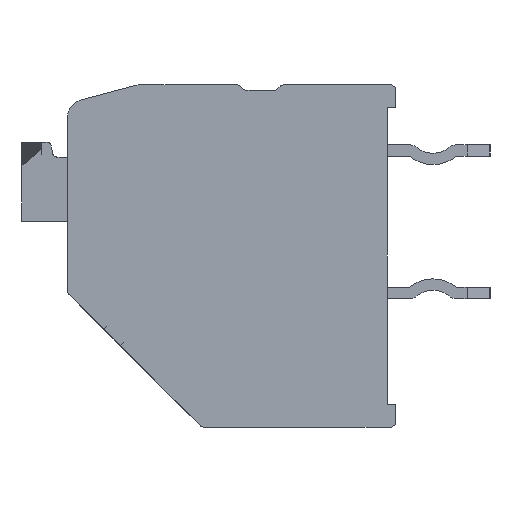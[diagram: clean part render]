
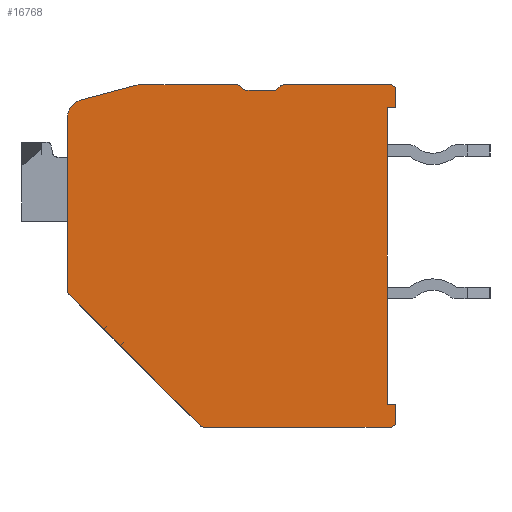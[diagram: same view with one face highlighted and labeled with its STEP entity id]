
A CAD part, left-side view. The second image highlights one B-rep face of the part: STEP entity #16768.
In plain terms, the highlighted planar face has unit normal (-1, 0, 0).
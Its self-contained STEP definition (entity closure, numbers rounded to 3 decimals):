
#5449=CARTESIAN_POINT('',(-45.5,5.15,4.883));
#5450=DIRECTION('',(1.,0.,0.));
#5451=DIRECTION('',(0.,1.,0.));
#5452=AXIS2_PLACEMENT_3D('',#5449,#5450,#5451);
#5454=DIRECTION('',(0.,-0.966,0.259));
#5455=VECTOR('',#5454,1.997);
#5456=CARTESIAN_POINT('',(-45.5,5.305,5.463));
#5457=LINE('',#5456,#5455);
#5458=CARTESIAN_POINT('',(-45.5,3.221,5.4));
#5459=DIRECTION('',(1.,0.,0.));
#5460=DIRECTION('',(0.,0.259,0.966));
#5461=AXIS2_PLACEMENT_3D('',#5458,#5459,#5460);
#5463=DIRECTION('',(0.,-1.,0.));
#5464=VECTOR('',#5463,3.388);
#5465=CARTESIAN_POINT('',(-45.5,3.221,6.));
#5466=LINE('',#5465,#5464);
#5467=CARTESIAN_POINT('',(-45.5,-0.167,5.8));
#5468=DIRECTION('',(1.,0.,0.));
#5469=DIRECTION('',(0.,0.,1.));
#5470=AXIS2_PLACEMENT_3D('',#5467,#5468,#5469);
#5472=DIRECTION('',(0.,-0.707,-0.707));
#5473=VECTOR('',#5472,0.117);
#5474=CARTESIAN_POINT('',(-45.5,-0.309,5.941));
#5475=LINE('',#5474,#5473);
#5476=CARTESIAN_POINT('',(-45.5,-0.533,6.));
#5477=DIRECTION('',(-1.,0.,0.));
#5478=DIRECTION('',(0.,0.707,-0.707));
#5479=AXIS2_PLACEMENT_3D('',#5476,#5477,#5478);
#5481=DIRECTION('',(0.,-1.,0.));
#5482=VECTOR('',#5481,0.934);
#5483=CARTESIAN_POINT('',(-45.5,-0.533,5.8));
#5484=LINE('',#5483,#5482);
#5485=CARTESIAN_POINT('',(-45.5,-1.467,6.));
#5486=DIRECTION('',(-1.,0.,0.));
#5487=DIRECTION('',(0.,0.,-1.));
#5488=AXIS2_PLACEMENT_3D('',#5485,#5486,#5487);
#5490=DIRECTION('',(0.,-0.707,0.707));
#5491=VECTOR('',#5490,0.117);
#5492=CARTESIAN_POINT('',(-45.5,-1.609,5.859));
#5493=LINE('',#5492,#5491);
#5494=CARTESIAN_POINT('',(-45.5,-1.833,5.8));
#5495=DIRECTION('',(1.,0.,0.));
#5496=DIRECTION('',(0.,0.707,0.707));
#5497=AXIS2_PLACEMENT_3D('',#5494,#5495,#5496);
#5499=DIRECTION('',(0.,-1.,0.));
#5500=VECTOR('',#5499,3.717);
#5501=CARTESIAN_POINT('',(-45.5,-1.833,6.));
#5502=LINE('',#5501,#5500);
#5503=CARTESIAN_POINT('',(-45.5,-5.55,5.8));
#5504=DIRECTION('',(1.,0.,0.));
#5505=DIRECTION('',(0.,0.,1.));
#5506=AXIS2_PLACEMENT_3D('',#5503,#5504,#5505);
#5508=DIRECTION('',(0.,0.,-1.));
#5509=VECTOR('',#5508,0.6);
#5510=CARTESIAN_POINT('',(-45.5,-5.75,5.8));
#5511=LINE('',#5510,#5509);
#5512=DIRECTION('',(0.,1.,0.));
#5513=VECTOR('',#5512,0.3);
#5514=CARTESIAN_POINT('',(-45.5,-5.75,5.2));
#5515=LINE('',#5514,#5513);
#5516=DIRECTION('',(0.,0.,-1.));
#5517=VECTOR('',#5516,10.4);
#5518=CARTESIAN_POINT('',(-45.5,-5.45,5.2));
#5519=LINE('',#5518,#5517);
#5520=DIRECTION('',(0.,-1.,0.));
#5521=VECTOR('',#5520,0.3);
#5522=CARTESIAN_POINT('',(-45.5,-5.45,-5.2));
#5523=LINE('',#5522,#5521);
#5524=DIRECTION('',(0.,0.,-1.));
#5525=VECTOR('',#5524,0.6);
#5526=CARTESIAN_POINT('',(-45.5,-5.75,-5.2));
#5527=LINE('',#5526,#5525);
#5528=CARTESIAN_POINT('',(-45.5,-5.55,-5.8));
#5529=DIRECTION('',(1.,0.,0.));
#5530=DIRECTION('',(0.,-1.,0.));
#5531=AXIS2_PLACEMENT_3D('',#5528,#5529,#5530);
#5533=DIRECTION('',(0.,1.,0.));
#5534=VECTOR('',#5533,6.515);
#5535=CARTESIAN_POINT('',(-45.5,-5.55,-6.));
#5536=LINE('',#5535,#5534);
#5537=CARTESIAN_POINT('',(-45.5,0.965,-5.8));
#5538=DIRECTION('',(1.,0.,0.));
#5539=DIRECTION('',(0.,0.,-1.));
#5540=AXIS2_PLACEMENT_3D('',#5537,#5538,#5539);
#5542=DIRECTION('',(0.,0.707,0.707));
#5543=VECTOR('',#5542,6.484);
#5544=CARTESIAN_POINT('',(-45.5,1.107,-5.941));
#5545=LINE('',#5544,#5543);
#5546=CARTESIAN_POINT('',(-45.5,5.55,-1.215));
#5547=DIRECTION('',(1.,0.,0.));
#5548=DIRECTION('',(0.,0.707,-0.707));
#5549=AXIS2_PLACEMENT_3D('',#5546,#5547,#5548);
#5551=DIRECTION('',(0.,0.,1.));
#5552=VECTOR('',#5551,6.098);
#5553=CARTESIAN_POINT('',(-45.5,5.75,-1.215));
#5554=LINE('',#5553,#5552);
#7507=CARTESIAN_POINT('',(-45.5,5.75,4.883));
#7508=CARTESIAN_POINT('',(-45.5,5.305,5.463));
#7509=VERTEX_POINT('',#7507);
#7510=VERTEX_POINT('',#7508);
#7511=CARTESIAN_POINT('',(-45.5,3.376,5.98));
#7512=VERTEX_POINT('',#7511);
#7513=CARTESIAN_POINT('',(-45.5,3.221,6.));
#7514=VERTEX_POINT('',#7513);
#7515=CARTESIAN_POINT('',(-45.5,-0.167,6.));
#7516=VERTEX_POINT('',#7515);
#7517=CARTESIAN_POINT('',(-45.5,-0.309,5.941));
#7518=VERTEX_POINT('',#7517);
#7519=CARTESIAN_POINT('',(-45.5,-0.391,5.859));
#7520=VERTEX_POINT('',#7519);
#7521=CARTESIAN_POINT('',(-45.5,-0.533,5.8));
#7522=VERTEX_POINT('',#7521);
#7523=CARTESIAN_POINT('',(-45.5,-1.467,5.8));
#7524=VERTEX_POINT('',#7523);
#7525=CARTESIAN_POINT('',(-45.5,-1.609,5.859));
#7526=VERTEX_POINT('',#7525);
#7527=CARTESIAN_POINT('',(-45.5,-1.691,5.941));
#7528=VERTEX_POINT('',#7527);
#7529=CARTESIAN_POINT('',(-45.5,-1.833,6.));
#7530=VERTEX_POINT('',#7529);
#7531=CARTESIAN_POINT('',(-45.5,-5.55,6.));
#7532=VERTEX_POINT('',#7531);
#7533=CARTESIAN_POINT('',(-45.5,-5.75,5.8));
#7534=VERTEX_POINT('',#7533);
#7535=CARTESIAN_POINT('',(-45.5,-5.75,5.2));
#7536=VERTEX_POINT('',#7535);
#7537=CARTESIAN_POINT('',(-45.5,-5.45,5.2));
#7538=VERTEX_POINT('',#7537);
#7539=CARTESIAN_POINT('',(-45.5,-5.45,-5.2));
#7540=VERTEX_POINT('',#7539);
#7541=CARTESIAN_POINT('',(-45.5,-5.75,-5.2));
#7542=VERTEX_POINT('',#7541);
#7543=CARTESIAN_POINT('',(-45.5,-5.75,-5.8));
#7544=VERTEX_POINT('',#7543);
#7545=CARTESIAN_POINT('',(-45.5,-5.55,-6.));
#7546=VERTEX_POINT('',#7545);
#7547=CARTESIAN_POINT('',(-45.5,0.965,-6.));
#7548=VERTEX_POINT('',#7547);
#7549=CARTESIAN_POINT('',(-45.5,1.107,-5.941));
#7550=VERTEX_POINT('',#7549);
#7551=CARTESIAN_POINT('',(-45.5,5.691,-1.357));
#7552=VERTEX_POINT('',#7551);
#7553=CARTESIAN_POINT('',(-45.5,5.75,-1.215));
#7554=VERTEX_POINT('',#7553);
#16737=CARTESIAN_POINT('',(-45.5,0.,0.));
#16738=DIRECTION('',(1.,0.,0.));
#16739=DIRECTION('',(0.,0.,-1.));
#16740=AXIS2_PLACEMENT_3D('',#16737,#16738,#16739);
#16741=PLANE('',#16740);
#16742=ORIENTED_EDGE('',*,*,#9593,.T.);
#16743=ORIENTED_EDGE('',*,*,#9608,.T.);
#16744=ORIENTED_EDGE('',*,*,#9622,.T.);
#16745=ORIENTED_EDGE('',*,*,#9636,.T.);
#16746=ORIENTED_EDGE('',*,*,#9650,.T.);
#16747=ORIENTED_EDGE('',*,*,#9664,.T.);
#16748=ORIENTED_EDGE('',*,*,#9678,.T.);
#16749=ORIENTED_EDGE('',*,*,#9692,.T.);
#16750=ORIENTED_EDGE('',*,*,#9706,.T.);
#16751=ORIENTED_EDGE('',*,*,#9720,.T.);
#16752=ORIENTED_EDGE('',*,*,#9734,.T.);
#16753=ORIENTED_EDGE('',*,*,#9748,.T.);
#16754=ORIENTED_EDGE('',*,*,#9762,.T.);
#16755=ORIENTED_EDGE('',*,*,#9776,.T.);
#16756=ORIENTED_EDGE('',*,*,#9790,.T.);
#16757=ORIENTED_EDGE('',*,*,#9804,.T.);
#16758=ORIENTED_EDGE('',*,*,#9948,.T.);
#16759=ORIENTED_EDGE('',*,*,#9962,.T.);
#16760=ORIENTED_EDGE('',*,*,#9976,.T.);
#16761=ORIENTED_EDGE('',*,*,#9990,.T.);
#16762=ORIENTED_EDGE('',*,*,#10004,.T.);
#16763=ORIENTED_EDGE('',*,*,#10027,.T.);
#16764=ORIENTED_EDGE('',*,*,#10513,.T.);
#16765=ORIENTED_EDGE('',*,*,#10651,.T.);
#16766=EDGE_LOOP('',(#16742,#16743,#16744,#16745,#16746,#16747,#16748,#16749,
#16750,#16751,#16752,#16753,#16754,#16755,#16756,#16757,#16758,#16759,#16760,
#16761,#16762,#16763,#16764,#16765));
#16767=FACE_OUTER_BOUND('',#16766,.F.);
#5453=CIRCLE('',#5452,0.6);
#5462=CIRCLE('',#5461,0.6);
#5471=CIRCLE('',#5470,0.2);
#5480=CIRCLE('',#5479,0.2);
#5489=CIRCLE('',#5488,0.2);
#5498=CIRCLE('',#5497,0.2);
#5507=CIRCLE('',#5506,0.2);
#5532=CIRCLE('',#5531,0.2);
#5541=CIRCLE('',#5540,0.2);
#5550=CIRCLE('',#5549,0.2);
#9593=EDGE_CURVE('',#7509,#7510,#5453,.T.);
#9608=EDGE_CURVE('',#7510,#7512,#5457,.T.);
#9622=EDGE_CURVE('',#7512,#7514,#5462,.T.);
#9636=EDGE_CURVE('',#7514,#7516,#5466,.T.);
#9650=EDGE_CURVE('',#7516,#7518,#5471,.T.);
#9664=EDGE_CURVE('',#7518,#7520,#5475,.T.);
#9678=EDGE_CURVE('',#7520,#7522,#5480,.T.);
#9692=EDGE_CURVE('',#7522,#7524,#5484,.T.);
#9706=EDGE_CURVE('',#7524,#7526,#5489,.T.);
#9720=EDGE_CURVE('',#7526,#7528,#5493,.T.);
#9734=EDGE_CURVE('',#7528,#7530,#5498,.T.);
#9748=EDGE_CURVE('',#7530,#7532,#5502,.T.);
#9762=EDGE_CURVE('',#7532,#7534,#5507,.T.);
#9776=EDGE_CURVE('',#7534,#7536,#5511,.T.);
#9790=EDGE_CURVE('',#7536,#7538,#5515,.T.);
#9804=EDGE_CURVE('',#7538,#7540,#5519,.T.);
#9948=EDGE_CURVE('',#7540,#7542,#5523,.T.);
#9962=EDGE_CURVE('',#7542,#7544,#5527,.T.);
#9976=EDGE_CURVE('',#7544,#7546,#5532,.T.);
#9990=EDGE_CURVE('',#7546,#7548,#5536,.T.);
#10004=EDGE_CURVE('',#7548,#7550,#5541,.T.);
#10027=EDGE_CURVE('',#7550,#7552,#5545,.T.);
#10513=EDGE_CURVE('',#7552,#7554,#5550,.T.);
#10651=EDGE_CURVE('',#7554,#7509,#5554,.T.);
#16768=ADVANCED_FACE('',(#16767),#16741,.F.);
